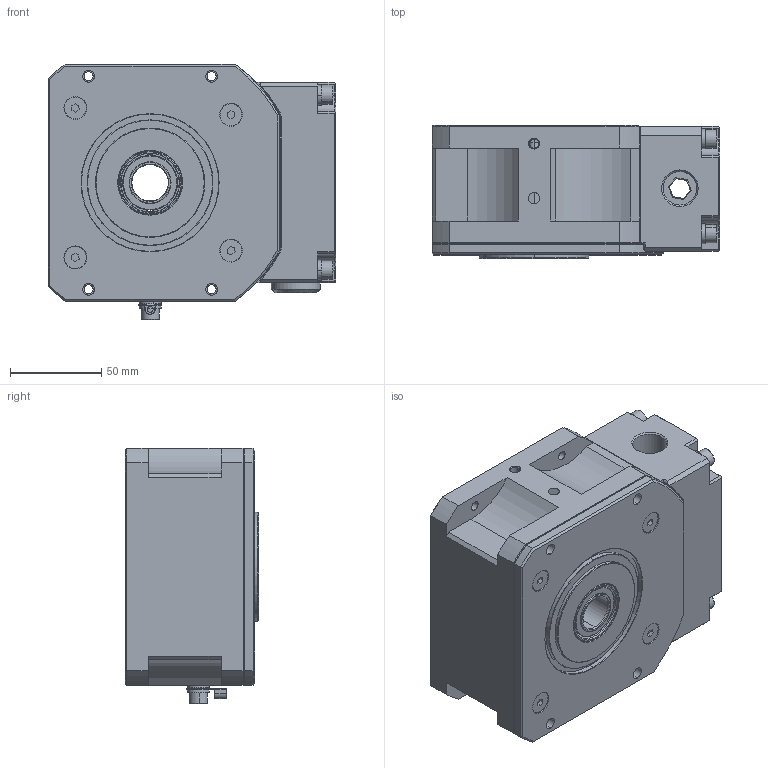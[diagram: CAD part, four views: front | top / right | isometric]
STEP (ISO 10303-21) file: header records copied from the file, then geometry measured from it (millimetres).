
FILE_DESCRIPTION (( 'STEP AP203' ), '1' );
FILE_NAME ('M039_MAAXxx-E2R.STEP', '2018-05-31T15:42:40', ( '' ), ( '' ), 'SwSTEP 2.0', 'SolidWorks 2016', '' );
FILE_SCHEMA (( 'CONFIG_CONTROL_DESIGN' ));
Length unit declared in the file: millimetre
Products named in the file (1): M039_MAAXxx-E2R
Bounding box: 158 x 73 x 140.19 mm (x, y, z)
Surface area: 121803.1 mm2 (no closed solid volume)
Topology: 0 solids, 34 shells, 470 faces, 1354 edges, 918 vertices
Faces by surface type: plane 208, cylinder 142, cone 92, torus 24, sphere 4
Entity records: 15957 total; most frequent: CARTESIAN_POINT 3298, DIRECTION 2781, ORIENTED_EDGE 2346, EDGE_CURVE 1352, AXIS2_PLACEMENT_3D 1037, VERTEX_POINT 918, VECTOR 707, LINE 707
